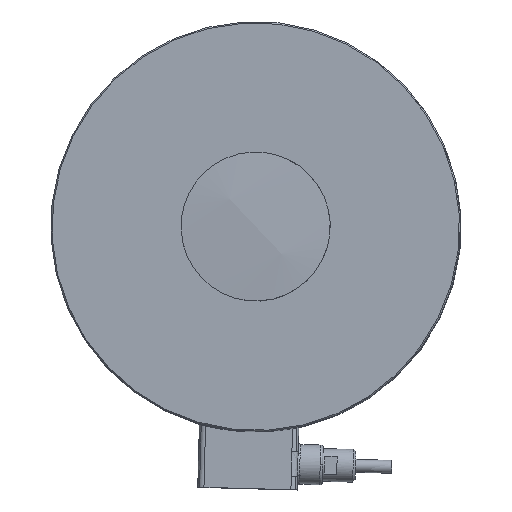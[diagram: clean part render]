
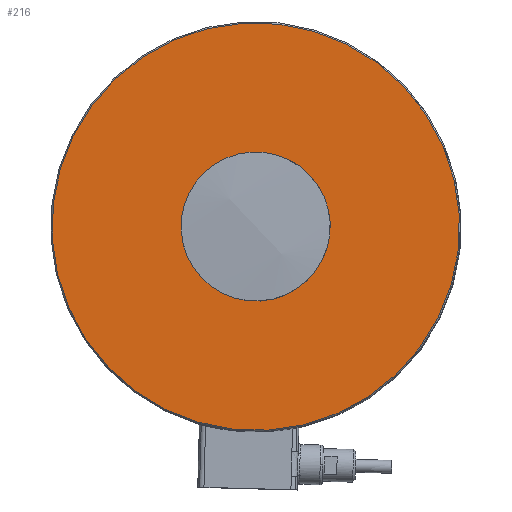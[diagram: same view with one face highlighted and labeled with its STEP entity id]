
A CAD part, top view. The second image highlights one B-rep face of the part: STEP entity #216.
In plain terms, the highlighted planar face has unit normal (-0.003, 0.002, 1).
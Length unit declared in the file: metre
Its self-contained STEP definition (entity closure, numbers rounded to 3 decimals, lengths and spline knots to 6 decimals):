
#216=ADVANCED_FACE('13:21787',(#479,#480),#481,.T.);
#479=FACE_OUTER_BOUND('',#904,.T.);
#480=FACE_BOUND('',#905,.T.);
#481=PLANE('',#906);
#904=EDGE_LOOP('',(#1620,#1621));
#905=EDGE_LOOP('',(#1622,#1623));
#906=AXIS2_PLACEMENT_3D('',#1624,#1625,#1626);
#1620=ORIENTED_EDGE('',*,*,#1995,.T.);
#1621=ORIENTED_EDGE('',*,*,#2171,.T.);
#1622=ORIENTED_EDGE('',*,*,#2219,.F.);
#1623=ORIENTED_EDGE('',*,*,#2220,.F.);
#1624=CARTESIAN_POINT('',(0.070436,0.027742,0.018435));
#1625=DIRECTION('',(-0.003,0.002,1.));
#1626=DIRECTION('',(0.688,-0.725,0.003));
#1995=EDGE_CURVE('13:22138',#2325,#2322,#2326,.T.);
#2171=EDGE_CURVE('',#2322,#2325,#2615,.T.);
#2219=EDGE_CURVE('13:22129',#2682,#2683,#2684,.T.);
#2220=EDGE_CURVE('',#2683,#2682,#2685,.T.);
#2322=VERTEX_POINT('',#2809);
#2325=VERTEX_POINT('',#2813);
#2326=CIRCLE('',#2814,0.082);
#2615=CIRCLE('',#3315,0.082);
#2682=VERTEX_POINT('',#3422);
#2683=VERTEX_POINT('',#3423);
#2684=CIRCLE('',#3424,0.028);
#2685=CIRCLE('',#3425,0.028);
#2809=CARTESIAN_POINT('',(0.051854,0.04733,0.018342));
#2813=CARTESIAN_POINT('',(0.164723,-0.07165,0.018909));
#2814=AXIS2_PLACEMENT_3D('',#3569,#3570,#3571);
#3315=AXIS2_PLACEMENT_3D('',#3818,#3819,#3820);
#3422=CARTESIAN_POINT('',(0.087974,-0.03143,0.018604));
#3423=CARTESIAN_POINT('',(0.128602,0.007111,0.018646));
#3424=AXIS2_PLACEMENT_3D('',#3881,#3882,#3883);
#3425=AXIS2_PLACEMENT_3D('',#3884,#3885,#3886);
#3569=CARTESIAN_POINT('',(0.108288,-0.01216,0.018625));
#3570=DIRECTION('',(-0.003,0.002,1.));
#3571=DIRECTION('',(-0.688,0.725,-0.003));
#3818=CARTESIAN_POINT('',(0.108288,-0.01216,0.018625));
#3819=DIRECTION('',(-0.003,0.002,1.));
#3820=DIRECTION('',(-0.688,0.725,-0.003));
#3881=CARTESIAN_POINT('',(0.108288,-0.01216,0.018625));
#3882=DIRECTION('',(-0.003,0.002,1.));
#3883=DIRECTION('',(-0.688,0.725,-0.003));
#3884=CARTESIAN_POINT('',(0.108288,-0.01216,0.018625));
#3885=DIRECTION('',(-0.003,0.002,1.));
#3886=DIRECTION('',(-0.688,0.725,-0.003));
